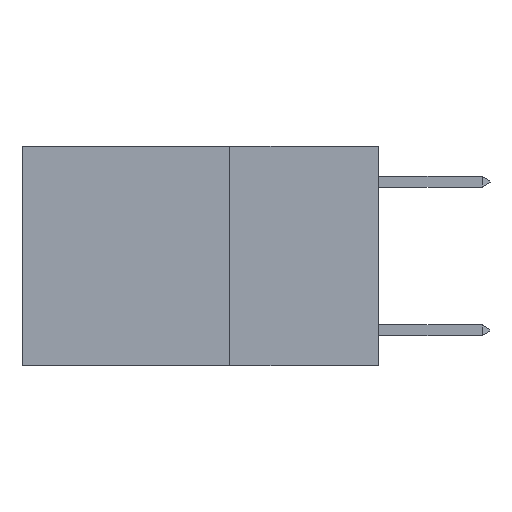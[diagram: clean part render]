
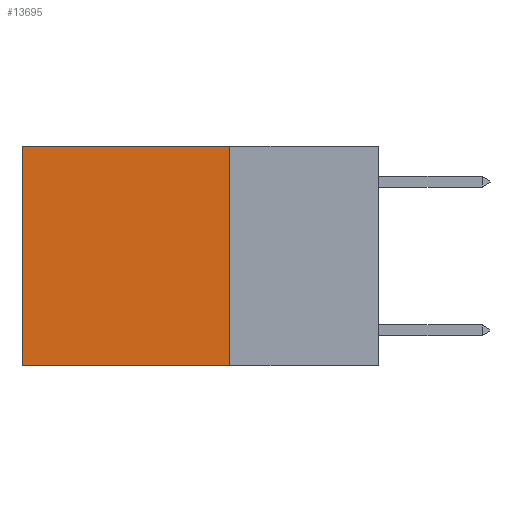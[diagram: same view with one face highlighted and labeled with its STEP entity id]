
A CAD part, left-side view. The second image highlights one B-rep face of the part: STEP entity #13695.
In plain terms, the highlighted planar face has unit normal (-1, 0, 0).
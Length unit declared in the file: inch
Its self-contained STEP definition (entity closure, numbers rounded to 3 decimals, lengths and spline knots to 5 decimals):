
#152 = FACE_OUTER_BOUND ( 'NONE', #7500, .T. ) ;
#169 = VECTOR ( 'NONE', #8600, 39.37008 ) ;
#571 = CARTESIAN_POINT ( 'NONE',  ( 0.2625, 0.25, -0.37 ) ) ;
#768 = EDGE_CURVE ( 'NONE', #8406, #13582, #2238, .T. ) ;
#820 = EDGE_CURVE ( 'NONE', #1388, #13582, #13640, .T. ) ;
#917 = DIRECTION ( 'NONE',  ( 0., 1., 0. ) ) ;
#1072 = CARTESIAN_POINT ( 'NONE',  ( 0.2625, 0.6, 0. ) ) ;
#1378 = PLANE ( 'NONE',  #9173 ) ;
#1388 = VERTEX_POINT ( 'NONE', #1072 ) ;
#1642 = VECTOR ( 'NONE', #917, 39.37008 ) ;
#1897 = VECTOR ( 'NONE', #10048, 39.37008 ) ;
#2000 = LINE ( 'NONE', #9030, #1642 ) ;
#2238 = LINE ( 'NONE', #571, #1897 ) ;
#2533 = DIRECTION ( 'NONE',  ( 1., 0., 0. ) ) ;
#2975 = ORIENTED_EDGE ( 'NONE', *, *, #13101, .F. ) ;
#4956 = EDGE_CURVE ( 'NONE', #9380, #1388, #2000, .T. ) ;
#7409 = CARTESIAN_POINT ( 'NONE',  ( 0.2625, 0.25, 0. ) ) ;
#7500 = EDGE_LOOP ( 'NONE', ( #9761, #11375, #2975, #7870 ) ) ;
#7870 = ORIENTED_EDGE ( 'NONE', *, *, #4956, .T. ) ;
#8406 = VERTEX_POINT ( 'NONE', #13967 ) ;
#8497 = CARTESIAN_POINT ( 'NONE',  ( 0.2625, 0.6, 0. ) ) ;
#8600 = DIRECTION ( 'NONE',  ( 0., 0., -1. ) ) ;
#9030 = CARTESIAN_POINT ( 'NONE',  ( 0.2625, 0.25, 0. ) ) ;
#9173 = AXIS2_PLACEMENT_3D ( 'NONE', #9460, #2533, #10589 ) ;
#9380 = VERTEX_POINT ( 'NONE', #11081 ) ;
#9414 = LINE ( 'NONE', #7409, #169 ) ;
#9460 = CARTESIAN_POINT ( 'NONE',  ( 0.2625, 0.25, 0. ) ) ;
#9761 = ORIENTED_EDGE ( 'NONE', *, *, #820, .T. ) ;
#9775 = DIRECTION ( 'NONE',  ( 0., 0., -1. ) ) ;
#10048 = DIRECTION ( 'NONE',  ( 0., 1., 0. ) ) ;
#10589 = DIRECTION ( 'NONE',  ( 0., 0., -1. ) ) ;
#11081 = CARTESIAN_POINT ( 'NONE',  ( 0.2625, 0.25, 0. ) ) ;
#11375 = ORIENTED_EDGE ( 'NONE', *, *, #768, .F. ) ;
#12616 = CARTESIAN_POINT ( 'NONE',  ( 0.2625, 0.6, -0.37 ) ) ;
#13101 = EDGE_CURVE ( 'NONE', #9380, #8406, #9414, .T. ) ;
#13295 = VECTOR ( 'NONE', #9775, 39.37008 ) ;
#13582 = VERTEX_POINT ( 'NONE', #12616 ) ;
#13640 = LINE ( 'NONE', #8497, #13295 ) ;
#13695 = ADVANCED_FACE ( 'NONE', ( #152 ), #1378, .F. ) ;
#13967 = CARTESIAN_POINT ( 'NONE',  ( 0.2625, 0.25, -0.37 ) ) ;
